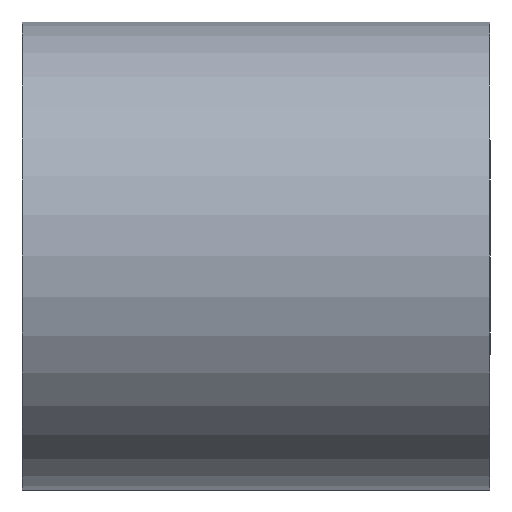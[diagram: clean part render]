
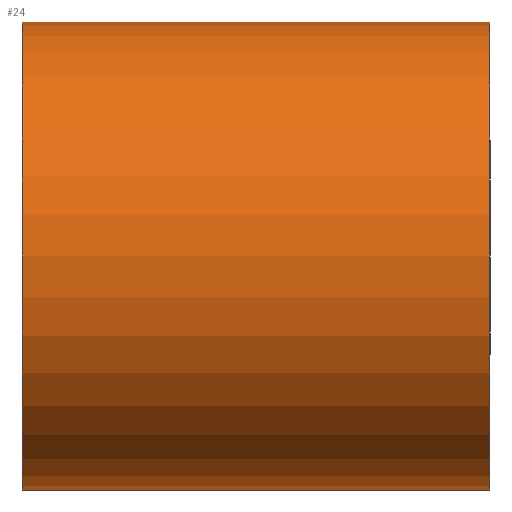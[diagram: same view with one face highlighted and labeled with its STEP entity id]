
A CAD part, left-side view. The second image highlights one B-rep face of the part: STEP entity #24.
In plain terms, the highlighted cylindrical face has radius 5 mm (diameter 10 mm), a partial arc.
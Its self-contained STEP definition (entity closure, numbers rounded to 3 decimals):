
#4 = EDGE_CURVE ( 'NONE', #5, #139, #41, .T. ) ;
#5 = VERTEX_POINT ( 'NONE', #113 ) ;
#6 = FACE_OUTER_BOUND ( 'NONE', #115, .T. ) ;
#11 = CARTESIAN_POINT ( 'NONE',  ( 0., 10., -5. ) ) ;
#16 = EDGE_CURVE ( 'NONE', #60, #5, #137, .T. ) ;
#17 = CARTESIAN_POINT ( 'NONE',  ( 0., 10., 5. ) ) ;
#19 = DIRECTION ( 'NONE',  ( 0., 0., 1. ) ) ;
#24 = ADVANCED_FACE ( 'NONE', ( #6 ), #81, .T. ) ;
#30 = DIRECTION ( 'NONE',  ( 0., 0., -1. ) ) ;
#31 = DIRECTION ( 'NONE',  ( 0., -1., 0. ) ) ;
#41 = LINE ( 'NONE', #17, #67 ) ;
#47 = CARTESIAN_POINT ( 'NONE',  ( 0., 0., -5. ) ) ;
#50 = VECTOR ( 'NONE', #31, 1000. ) ;
#52 = ORIENTED_EDGE ( 'NONE', *, *, #4, .F. ) ;
#53 = CARTESIAN_POINT ( 'NONE',  ( 0., 10., 0. ) ) ;
#56 = EDGE_CURVE ( 'NONE', #87, #139, #105, .T. ) ;
#60 = VERTEX_POINT ( 'NONE', #11 ) ;
#63 = CARTESIAN_POINT ( 'NONE',  ( 0., 0., 0. ) ) ;
#65 = CARTESIAN_POINT ( 'NONE',  ( 0., 10., -5. ) ) ;
#67 = VECTOR ( 'NONE', #77, 1000. ) ;
#68 = ORIENTED_EDGE ( 'NONE', *, *, #56, .T. ) ;
#72 = CARTESIAN_POINT ( 'NONE',  ( 0., 10., 0. ) ) ;
#76 = AXIS2_PLACEMENT_3D ( 'NONE', #63, #78, #124 ) ;
#77 = DIRECTION ( 'NONE',  ( 0., -1., 0. ) ) ;
#78 = DIRECTION ( 'NONE',  ( 0., 1., 0. ) ) ;
#80 = AXIS2_PLACEMENT_3D ( 'NONE', #72, #111, #19 ) ;
#81 = CYLINDRICAL_SURFACE ( 'NONE', #108, 5. ) ;
#85 = ORIENTED_EDGE ( 'NONE', *, *, #135, .T. ) ;
#87 = VERTEX_POINT ( 'NONE', #47 ) ;
#88 = DIRECTION ( 'NONE',  ( 0., -1., 0. ) ) ;
#90 = LINE ( 'NONE', #65, #50 ) ;
#105 = CIRCLE ( 'NONE', #76, 5. ) ;
#108 = AXIS2_PLACEMENT_3D ( 'NONE', #53, #88, #30 ) ;
#111 = DIRECTION ( 'NONE',  ( 0., 1., 0. ) ) ;
#113 = CARTESIAN_POINT ( 'NONE',  ( 0., 10., 5. ) ) ;
#114 = ORIENTED_EDGE ( 'NONE', *, *, #16, .F. ) ;
#115 = EDGE_LOOP ( 'NONE', ( #52, #114, #85, #68 ) ) ;
#117 = CARTESIAN_POINT ( 'NONE',  ( 0., 0., 5. ) ) ;
#124 = DIRECTION ( 'NONE',  ( 0., 0., 1. ) ) ;
#135 = EDGE_CURVE ( 'NONE', #60, #87, #90, .T. ) ;
#137 = CIRCLE ( 'NONE', #80, 5. ) ;
#139 = VERTEX_POINT ( 'NONE', #117 ) ;
